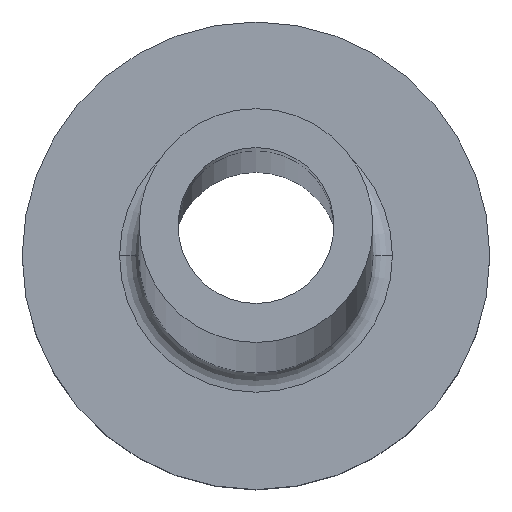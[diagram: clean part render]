
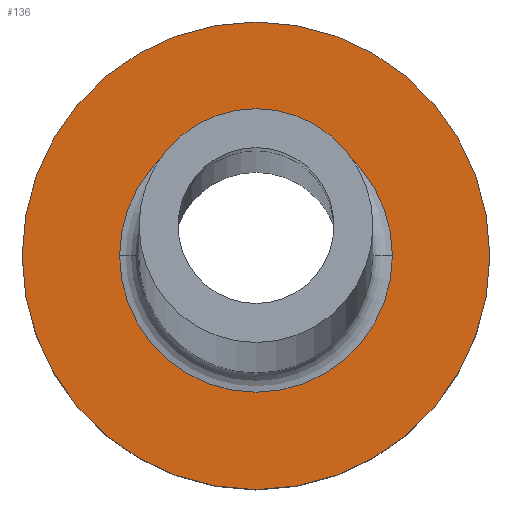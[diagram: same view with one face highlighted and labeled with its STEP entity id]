
A CAD part, top view. The second image highlights one B-rep face of the part: STEP entity #136.
In plain terms, the highlighted planar face has unit normal (0, 0, 1).
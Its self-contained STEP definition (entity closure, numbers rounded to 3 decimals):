
#8 = EDGE_CURVE ( 'NONE', #122, #264, #49, .T. ) ;
#9 = VERTEX_POINT ( 'NONE', #236 ) ;
#34 = FACE_BOUND ( 'NONE', #275, .T. ) ;
#49 = CIRCLE ( 'NONE', #170, 6. ) ;
#76 = AXIS2_PLACEMENT_3D ( 'NONE', #113, #252, #145 ) ;
#90 = AXIS2_PLACEMENT_3D ( 'NONE', #363, #146, #116 ) ;
#102 = AXIS2_PLACEMENT_3D ( 'NONE', #359, #212, #437 ) ;
#113 = CARTESIAN_POINT ( 'NONE',  ( 0., 0., 5. ) ) ;
#116 = DIRECTION ( 'NONE',  ( 1., 0., 0. ) ) ;
#122 = VERTEX_POINT ( 'NONE', #223 ) ;
#123 = ORIENTED_EDGE ( 'NONE', *, *, #263, .T. ) ;
#136 = ADVANCED_FACE ( 'NONE', ( #34, #432 ), #183, .T. ) ;
#145 = DIRECTION ( 'NONE',  ( 1., 0., 0. ) ) ;
#146 = DIRECTION ( 'NONE',  ( 0., 0., 1. ) ) ;
#151 = CIRCLE ( 'NONE', #76, 3.5 ) ;
#153 = CARTESIAN_POINT ( 'NONE',  ( 0., 0., 5. ) ) ;
#154 = EDGE_CURVE ( 'NONE', #316, #9, #151, .T. ) ;
#160 = DIRECTION ( 'NONE',  ( 0., 0., 1. ) ) ;
#170 = AXIS2_PLACEMENT_3D ( 'NONE', #348, #204, #350 ) ;
#183 = PLANE ( 'NONE',  #90 ) ;
#199 = ORIENTED_EDGE ( 'NONE', *, *, #295, .T. ) ;
#204 = DIRECTION ( 'NONE',  ( 0., 0., 1. ) ) ;
#206 = ORIENTED_EDGE ( 'NONE', *, *, #154, .T. ) ;
#212 = DIRECTION ( 'NONE',  ( 0., 0., -1. ) ) ;
#220 = AXIS2_PLACEMENT_3D ( 'NONE', #153, #160, #306 ) ;
#223 = CARTESIAN_POINT ( 'NONE',  ( 6., 0., 5. ) ) ;
#236 = CARTESIAN_POINT ( 'NONE',  ( -3.5, 0., 5. ) ) ;
#237 = CARTESIAN_POINT ( 'NONE',  ( 3.5, 0., 5. ) ) ;
#252 = DIRECTION ( 'NONE',  ( 0., 0., -1. ) ) ;
#263 = EDGE_CURVE ( 'NONE', #9, #316, #391, .T. ) ;
#264 = VERTEX_POINT ( 'NONE', #457 ) ;
#275 = EDGE_LOOP ( 'NONE', ( #206, #123 ) ) ;
#295 = EDGE_CURVE ( 'NONE', #264, #122, #401, .T. ) ;
#306 = DIRECTION ( 'NONE',  ( 1., 0., 0. ) ) ;
#316 = VERTEX_POINT ( 'NONE', #237 ) ;
#348 = CARTESIAN_POINT ( 'NONE',  ( 0., 0., 5. ) ) ;
#350 = DIRECTION ( 'NONE',  ( 1., 0., 0. ) ) ;
#359 = CARTESIAN_POINT ( 'NONE',  ( 0., 0., 5. ) ) ;
#363 = CARTESIAN_POINT ( 'NONE',  ( 0., 0., 5. ) ) ;
#366 = ORIENTED_EDGE ( 'NONE', *, *, #8, .T. ) ;
#389 = EDGE_LOOP ( 'NONE', ( #199, #366 ) ) ;
#391 = CIRCLE ( 'NONE', #102, 3.5 ) ;
#401 = CIRCLE ( 'NONE', #220, 6. ) ;
#432 = FACE_OUTER_BOUND ( 'NONE', #389, .T. ) ;
#437 = DIRECTION ( 'NONE',  ( 1., 0., 0. ) ) ;
#457 = CARTESIAN_POINT ( 'NONE',  ( -6., 0., 5. ) ) ;
